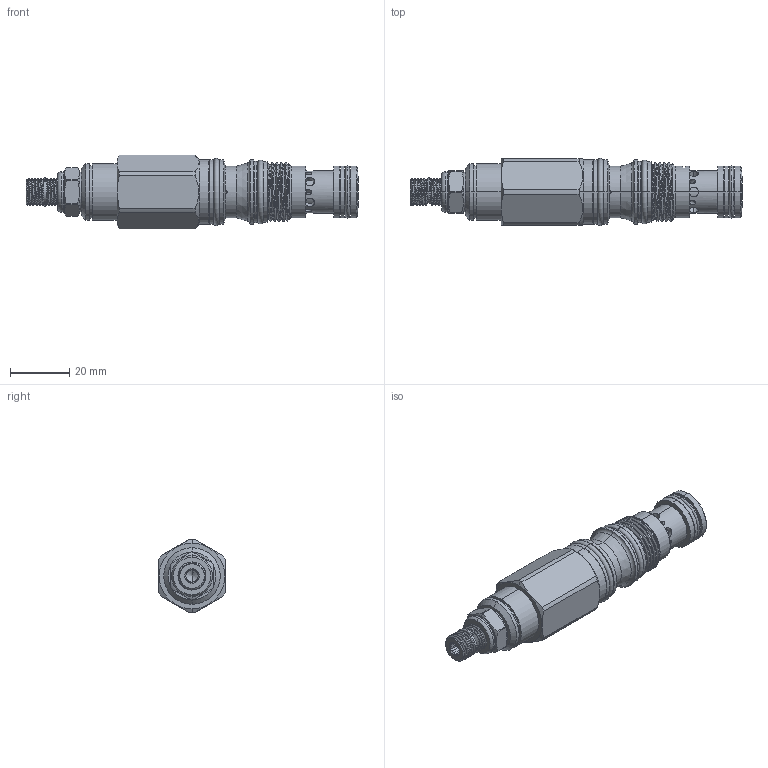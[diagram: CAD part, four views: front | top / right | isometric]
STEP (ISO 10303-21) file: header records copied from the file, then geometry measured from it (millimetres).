
FILE_DESCRIPTION (( 'STEP AP203' ), '1' );
FILE_NAME ('SC11A30-L.STEP', '2020-03-25T02:39:48', ( '' ), ( '' ), 'SwSTEP 2.0', 'SolidWorks 2018', '' );
FILE_SCHEMA (( 'CONFIG_CONTROL_DESIGN' ));
Length unit declared in the file: millimetre
Products named in the file (1): SC11A30-L
Bounding box: 111.63 x 22.55 x 24.8 mm (x, y, z)
Volume: 29908.2 mm3; surface area: 11827.7 mm2
Topology: 5 solids, 7 shells, 361 faces, 856 edges, 534 vertices
Faces by surface type: cylinder 185, plane 74, cone 48, torus 44, bspline 9, sphere 1
Entity records: 18727 total; most frequent: CARTESIAN_POINT 10612, ORIENTED_EDGE 1704, DIRECTION 1667, EDGE_CURVE 852, AXIS2_PLACEMENT_3D 703, VERTEX_POINT 533, EDGE_LOOP 405, ADVANCED_FACE 361
